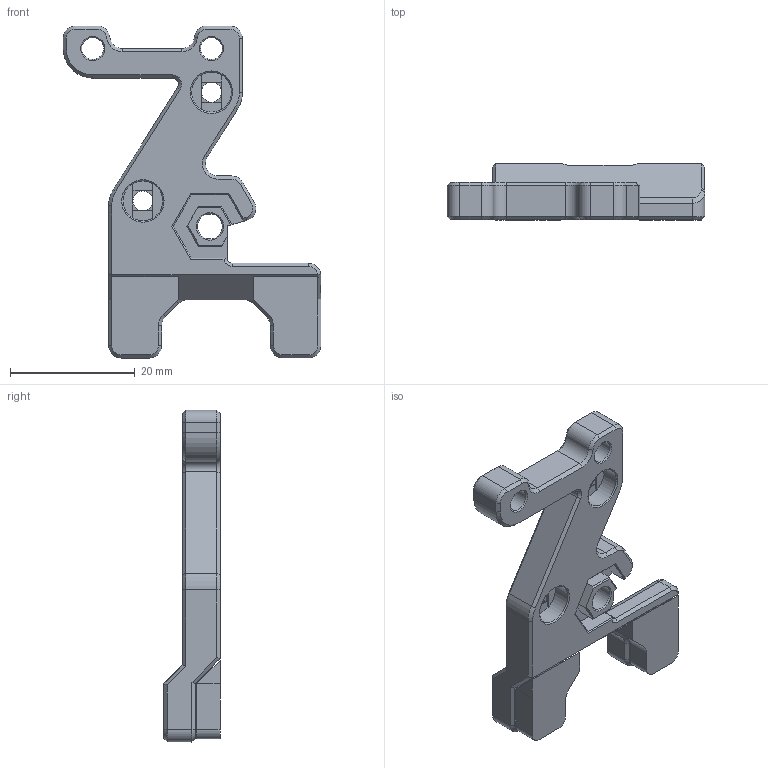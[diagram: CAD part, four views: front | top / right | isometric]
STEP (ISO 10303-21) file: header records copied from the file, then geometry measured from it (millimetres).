
FILE_DESCRIPTION(/* description */ (''),/* implementation_level */ '2;1');
FILE_NAME(/* name */ 'fan-mount-adxl345-holder.step',/* time_stamp */ '2023-01-14T09:45:11+07:00',/* author */ (''),/* organization */ (''),/* preprocessor_version */ 'ST-DEVELOPER v19.2',/* originating_system */ 'Autodesk Translation Framework v11.17.0.187',/* authorisation */ '');
FILE_SCHEMA (('AUTOMOTIVE_DESIGN { 1 0 10303 214 3 1 1 }'));
Length unit declared in the file: millimetre
Products named in the file (4): Fan Mount ADXL345 Holder; Spacer 1; Spacer 2; Component5
Assembly tree (3 placements, depth 2):
  Fan Mount ADXL345 Holder
    Spacer 1
    Spacer 2
    Component5
Bounding box: 41.34 x 9 x 53.27 mm (x, y, z)
Volume: 5661.9 mm3; surface area: 4449.6 mm2
Topology: 3 solids, 3 shells, 259 faces, 632 edges, 379 vertices
Faces by surface type: plane 155, cone 56, cylinder 41, bspline 7
Full cylindrical faces by diameter (mm): 3 x1, 3.2 x2, 3.5 x2, 4 x2, 5.8 x1, 6.4 x2
Entity records: 7767 total; most frequent: CARTESIAN_POINT 1547, DIRECTION 1282, ORIENTED_EDGE 1264, EDGE_CURVE 632, LINE 450, VECTOR 450, AXIS2_PLACEMENT_3D 416, VERTEX_POINT 379
